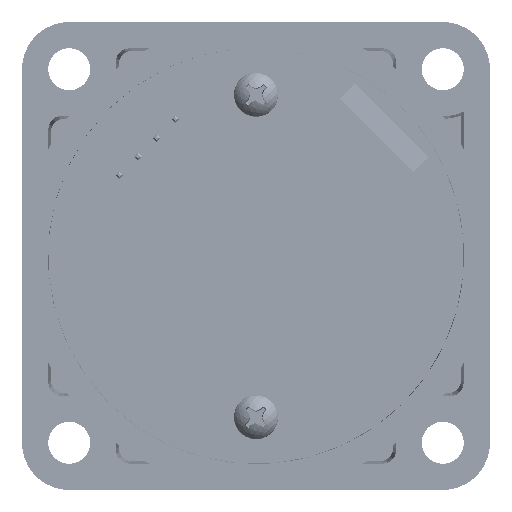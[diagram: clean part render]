
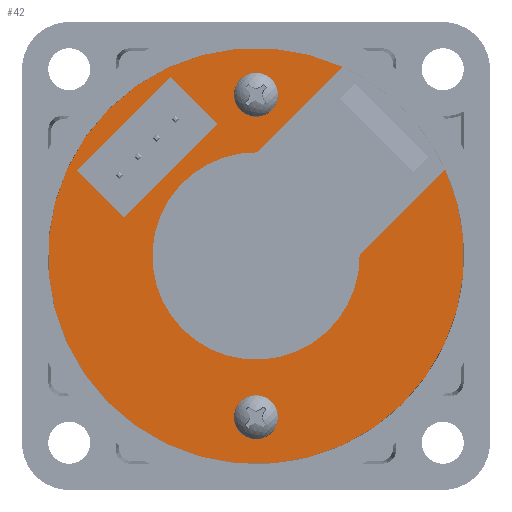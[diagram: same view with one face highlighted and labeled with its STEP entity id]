
A CAD part, front view. The second image highlights one B-rep face of the part: STEP entity #42.
In plain terms, the highlighted face is planar.
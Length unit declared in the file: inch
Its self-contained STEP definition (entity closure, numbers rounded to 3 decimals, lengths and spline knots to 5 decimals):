
#42 = ADVANCED_FACE ( 'NONE', ( #27560, #42517 ), #8877, .T. ) ;
#244 = CARTESIAN_POINT ( 'NONE',  ( 0.7075, 0.6415, -0.25 ) ) ;
#889 = ORIENTED_EDGE ( 'NONE', *, *, #23438, .F. ) ;
#3402 = CARTESIAN_POINT ( 'NONE',  ( 0.67, 0.6415, -0.25 ) ) ;
#3458 = CARTESIAN_POINT ( 'NONE',  ( 0.7075, 0.6415, 0.25 ) ) ;
#3511 = EDGE_CURVE ( 'NONE', #21989, #18916, #14006, .T. ) ;
#4220 = LINE ( 'NONE', #19249, #14142 ) ;
#5079 = ORIENTED_EDGE ( 'NONE', *, *, #5266, .F. ) ;
#5238 = LINE ( 'NONE', #20265, #6857 ) ;
#5266 = EDGE_CURVE ( 'NONE', #27651, #32605, #4220, .T. ) ;
#5576 = VERTEX_POINT ( 'NONE', #28700 ) ;
#6330 = VECTOR ( 'NONE', #21407, 39.37008 ) ;
#6401 = CARTESIAN_POINT ( 'NONE',  ( 0., 0.6415, 0.25 ) ) ;
#6554 = CARTESIAN_POINT ( 'NONE',  ( 0.7075, 0.6415, -0.25 ) ) ;
#6606 = VECTOR ( 'NONE', #12802, 39.37008 ) ;
#6857 = VECTOR ( 'NONE', #35218, 39.37008 ) ;
#7252 = DIRECTION ( 'NONE',  ( -1., 0., 0. ) ) ;
#7442 = LINE ( 'NONE', #22454, #11653 ) ;
#7612 = EDGE_CURVE ( 'NONE', #26629, #9564, #40211, .T. ) ;
#8350 = EDGE_LOOP ( 'NONE', ( #35551, #24273, #9265, #31638, #20355, #5079, #16145, #34840, #19881, #45859, #21336, #31106 ) ) ;
#8652 = CARTESIAN_POINT ( 'NONE',  ( 0.7075, 0.6415, -0.1625 ) ) ;
#8877 = PLANE ( 'NONE',  #31139 ) ;
#9104 = DIRECTION ( 'NONE',  ( 1., 0., 0. ) ) ;
#9265 = ORIENTED_EDGE ( 'NONE', *, *, #48222, .F. ) ;
#9564 = VERTEX_POINT ( 'NONE', #244 ) ;
#9712 = CARTESIAN_POINT ( 'NONE',  ( -0.275, 0.6415, 0.73792 ) ) ;
#9717 = VECTOR ( 'NONE', #42628, 39.37008 ) ;
#10321 = EDGE_CURVE ( 'NONE', #24713, #27651, #12672, .T. ) ;
#10545 = EDGE_CURVE ( 'NONE', #14025, #17751, #31496, .T. ) ;
#11207 = LINE ( 'NONE', #26224, #21966 ) ;
#11416 = VERTEX_POINT ( 'NONE', #9712 ) ;
#11653 = VECTOR ( 'NONE', #37432, 39.37008 ) ;
#12377 = LINE ( 'NONE', #27374, #25844 ) ;
#12500 = EDGE_CURVE ( 'NONE', #37560, #15489, #18628, .T. ) ;
#12672 = LINE ( 'NONE', #27668, #9717 ) ;
#12802 = DIRECTION ( 'NONE',  ( 0., 0., -1. ) ) ;
#13041 = DIRECTION ( 'NONE',  ( 0., 1., 0. ) ) ;
#13045 = CARTESIAN_POINT ( 'NONE',  ( 0., 0.6415, 0. ) ) ;
#13688 = DIRECTION ( 'NONE',  ( 0., 0., 1. ) ) ;
#14006 = LINE ( 'NONE', #28998, #37859 ) ;
#14025 = VERTEX_POINT ( 'NONE', #36510 ) ;
#14142 = VECTOR ( 'NONE', #34216, 39.37008 ) ;
#15140 = EDGE_LOOP ( 'NONE', ( #889, #34593, #41930, #44943 ) ) ;
#15362 = VECTOR ( 'NONE', #48553, 39.37008 ) ;
#15489 = VERTEX_POINT ( 'NONE', #3458 ) ;
#15491 = CARTESIAN_POINT ( 'NONE',  ( 0.4575, 0.6415, 0.25 ) ) ;
#16145 = ORIENTED_EDGE ( 'NONE', *, *, #10321, .F. ) ;
#16293 = CIRCLE ( 'NONE', #43720, 0.3925 ) ;
#16497 = CIRCLE ( 'NONE', #22778, 0.7875 ) ;
#16525 = LINE ( 'NONE', #31528, #25686 ) ;
#17580 = VERTEX_POINT ( 'NONE', #39259 ) ;
#17610 = EDGE_CURVE ( 'NONE', #21989, #11416, #16497, .T. ) ;
#17751 = VERTEX_POINT ( 'NONE', #42124 ) ;
#18628 = LINE ( 'NONE', #33603, #15362 ) ;
#18916 = VERTEX_POINT ( 'NONE', #29643 ) ;
#19249 = CARTESIAN_POINT ( 'NONE',  ( 0.4575, 0.6415, -0.25 ) ) ;
#19262 = CARTESIAN_POINT ( 'NONE',  ( 0.62, 0.6415, -0.25 ) ) ;
#19881 = ORIENTED_EDGE ( 'NONE', *, *, #7612, .F. ) ;
#20265 = CARTESIAN_POINT ( 'NONE',  ( 0.4575, 0.6415, -0.25 ) ) ;
#20355 = ORIENTED_EDGE ( 'NONE', *, *, #42074, .F. ) ;
#21336 = ORIENTED_EDGE ( 'NONE', *, *, #34769, .F. ) ;
#21407 = DIRECTION ( 'NONE',  ( 1., 0., 0. ) ) ;
#21551 = DIRECTION ( 'NONE',  ( 0., 0., -1. ) ) ;
#21966 = VECTOR ( 'NONE', #41174, 39.37008 ) ;
#21989 = VERTEX_POINT ( 'NONE', #22210 ) ;
#22210 = CARTESIAN_POINT ( 'NONE',  ( 0.275, 0.6415, 0.73792 ) ) ;
#22454 = CARTESIAN_POINT ( 'NONE',  ( -0.275, 0.6415, 0.28006 ) ) ;
#22778 = AXIS2_PLACEMENT_3D ( 'NONE', #32365, #47338, #13688 ) ;
#23438 = EDGE_CURVE ( 'NONE', #36831, #11416, #7442, .T. ) ;
#24273 = ORIENTED_EDGE ( 'NONE', *, *, #12500, .F. ) ;
#24517 = VERTEX_POINT ( 'NONE', #15491 ) ;
#24713 = VERTEX_POINT ( 'NONE', #3402 ) ;
#25686 = VECTOR ( 'NONE', #46480, 39.37008 ) ;
#25777 = VECTOR ( 'NONE', #9104, 39.37008 ) ;
#25844 = VECTOR ( 'NONE', #42338, 39.37008 ) ;
#25942 = LINE ( 'NONE', #40903, #32433 ) ;
#26224 = CARTESIAN_POINT ( 'NONE',  ( 0.7075, 0.6415, -0.25 ) ) ;
#26629 = VERTEX_POINT ( 'NONE', #8652 ) ;
#27374 = CARTESIAN_POINT ( 'NONE',  ( 0.7075, 0.6415, 0. ) ) ;
#27560 = FACE_BOUND ( 'NONE', #8350, .T. ) ;
#27651 = VERTEX_POINT ( 'NONE', #19262 ) ;
#27668 = CARTESIAN_POINT ( 'NONE',  ( 0., 0.6415, -0.25 ) ) ;
#27791 = LINE ( 'NONE', #42748, #25777 ) ;
#28033 = DIRECTION ( 'NONE',  ( 0., 0., 1. ) ) ;
#28036 = DIRECTION ( 'NONE',  ( 0., 1., 0. ) ) ;
#28700 = CARTESIAN_POINT ( 'NONE',  ( 0.7075, 0.6415, -0.1125 ) ) ;
#28998 = CARTESIAN_POINT ( 'NONE',  ( 0.275, 0.6415, 0.28006 ) ) ;
#29047 = CARTESIAN_POINT ( 'NONE',  ( 0.4575, 0.6415, -0.25 ) ) ;
#29643 = CARTESIAN_POINT ( 'NONE',  ( 0.275, 0.6415, 0.28006 ) ) ;
#29939 = EDGE_CURVE ( 'NONE', #9564, #24713, #25942, .T. ) ;
#31106 = ORIENTED_EDGE ( 'NONE', *, *, #10545, .F. ) ;
#31139 = AXIS2_PLACEMENT_3D ( 'NONE', #13045, #28036, #42996 ) ;
#31496 = LINE ( 'NONE', #46444, #6606 ) ;
#31528 = CARTESIAN_POINT ( 'NONE',  ( 0.7075, 0.6415, -0.25 ) ) ;
#31638 = ORIENTED_EDGE ( 'NONE', *, *, #41594, .F. ) ;
#32365 = CARTESIAN_POINT ( 'NONE',  ( 0., 0.6415, 0. ) ) ;
#32433 = VECTOR ( 'NONE', #7252, 39.37008 ) ;
#32605 = VERTEX_POINT ( 'NONE', #29047 ) ;
#33603 = CARTESIAN_POINT ( 'NONE',  ( 0.4575, 0.6415, 0.25 ) ) ;
#34216 = DIRECTION ( 'NONE',  ( -1., 0., 0. ) ) ;
#34593 = ORIENTED_EDGE ( 'NONE', *, *, #42449, .F. ) ;
#34645 = VECTOR ( 'NONE', #21551, 39.37008 ) ;
#34769 = EDGE_CURVE ( 'NONE', #17751, #5576, #16525, .T. ) ;
#34840 = ORIENTED_EDGE ( 'NONE', *, *, #29939, .F. ) ;
#35218 = DIRECTION ( 'NONE',  ( 0., 0., 1. ) ) ;
#35551 = ORIENTED_EDGE ( 'NONE', *, *, #47166, .F. ) ;
#36510 = CARTESIAN_POINT ( 'NONE',  ( 0.7075, 0.6415, 0.1625 ) ) ;
#36831 = VERTEX_POINT ( 'NONE', #42944 ) ;
#37432 = DIRECTION ( 'NONE',  ( 0., 0., 1. ) ) ;
#37560 = VERTEX_POINT ( 'NONE', #37844 ) ;
#37844 = CARTESIAN_POINT ( 'NONE',  ( 0.67, 0.6415, 0.25 ) ) ;
#37859 = VECTOR ( 'NONE', #43950, 39.37008 ) ;
#39259 = CARTESIAN_POINT ( 'NONE',  ( 0.62, 0.6415, 0.25 ) ) ;
#40063 = LINE ( 'NONE', #6401, #6330 ) ;
#40211 = LINE ( 'NONE', #6554, #34645 ) ;
#40903 = CARTESIAN_POINT ( 'NONE',  ( 0.4575, 0.6415, -0.25 ) ) ;
#41174 = DIRECTION ( 'NONE',  ( 0., 0., -1. ) ) ;
#41594 = EDGE_CURVE ( 'NONE', #24517, #17580, #27791, .T. ) ;
#41930 = ORIENTED_EDGE ( 'NONE', *, *, #3511, .F. ) ;
#42074 = EDGE_CURVE ( 'NONE', #32605, #24517, #5238, .T. ) ;
#42124 = CARTESIAN_POINT ( 'NONE',  ( 0.7075, 0.6415, 0.1125 ) ) ;
#42338 = DIRECTION ( 'NONE',  ( 0., 0., -1. ) ) ;
#42449 = EDGE_CURVE ( 'NONE', #18916, #36831, #16293, .T. ) ;
#42517 = FACE_OUTER_BOUND ( 'NONE', #15140, .T. ) ;
#42628 = DIRECTION ( 'NONE',  ( -1., 0., 0. ) ) ;
#42748 = CARTESIAN_POINT ( 'NONE',  ( 0.4575, 0.6415, 0.25 ) ) ;
#42944 = CARTESIAN_POINT ( 'NONE',  ( -0.275, 0.6415, 0.28006 ) ) ;
#42996 = DIRECTION ( 'NONE',  ( 0., 0., 1. ) ) ;
#43720 = AXIS2_PLACEMENT_3D ( 'NONE', #46687, #13041, #28033 ) ;
#43950 = DIRECTION ( 'NONE',  ( 0., 0., -1. ) ) ;
#44382 = EDGE_CURVE ( 'NONE', #5576, #26629, #12377, .T. ) ;
#44943 = ORIENTED_EDGE ( 'NONE', *, *, #17610, .T. ) ;
#45859 = ORIENTED_EDGE ( 'NONE', *, *, #44382, .F. ) ;
#46444 = CARTESIAN_POINT ( 'NONE',  ( 0.7075, 0.6415, 0. ) ) ;
#46480 = DIRECTION ( 'NONE',  ( 0., 0., -1. ) ) ;
#46687 = CARTESIAN_POINT ( 'NONE',  ( 0., 0.6415, 0. ) ) ;
#47166 = EDGE_CURVE ( 'NONE', #15489, #14025, #11207, .T. ) ;
#47338 = DIRECTION ( 'NONE',  ( 0., 1., 0. ) ) ;
#48222 = EDGE_CURVE ( 'NONE', #17580, #37560, #40063, .T. ) ;
#48553 = DIRECTION ( 'NONE',  ( 1., 0., 0. ) ) ;
